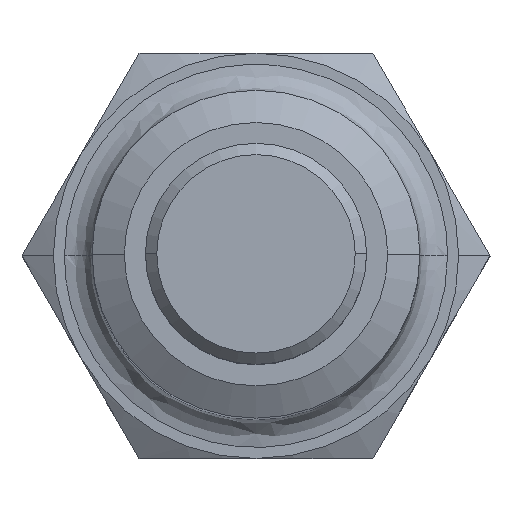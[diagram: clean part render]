
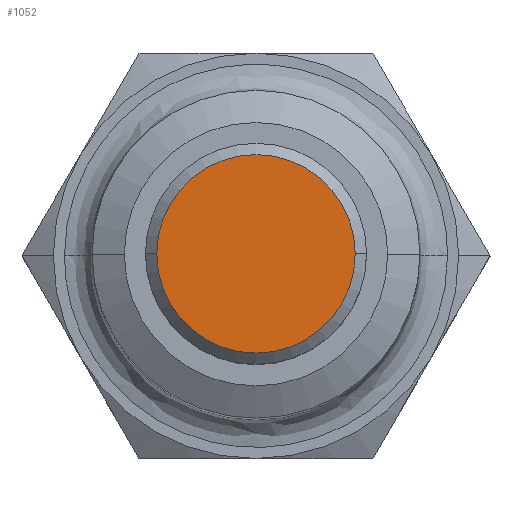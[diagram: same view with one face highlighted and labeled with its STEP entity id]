
A CAD part, top view. The second image highlights one B-rep face of the part: STEP entity #1052.
In plain terms, the highlighted planar face has unit normal (0, 0, 1).
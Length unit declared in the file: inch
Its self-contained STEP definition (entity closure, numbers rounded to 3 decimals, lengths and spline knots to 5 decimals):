
#89 = CARTESIAN_POINT ( 'NONE',  ( 0.10603, 0., 0. ) ) ;
#208 = CARTESIAN_POINT ( 'NONE',  ( -0.21207, 0., 0. ) ) ;
#282 = CARTESIAN_POINT ( 'NONE',  ( 0., 0., 0. ) ) ;
#394 = DIRECTION ( 'NONE',  ( -1., 0., 0. ) ) ;
#415 = EDGE_CURVE ( 'NONE', #1062, #1245, #520, .T. ) ;
#520 = CIRCLE ( 'NONE', #1506, 0.21207 ) ;
#574 = DIRECTION ( 'NONE',  ( -1., 0., 0. ) ) ;
#657 = DIRECTION ( 'NONE',  ( 0., 0., 1. ) ) ;
#672 = DIRECTION ( 'NONE',  ( 0., 0., -1. ) ) ;
#786 = CIRCLE ( 'NONE', #1737, 0.21207 ) ;
#865 = DIRECTION ( 'NONE',  ( 0., 0., -1. ) ) ;
#937 = PLANE ( 'NONE',  #1187 ) ;
#1052 = ADVANCED_FACE ( 'NONE', ( #1467 ), #937, .T. ) ;
#1053 = ORIENTED_EDGE ( 'NONE', *, *, #415, .F. ) ;
#1062 = VERTEX_POINT ( 'NONE', #1406 ) ;
#1150 = CARTESIAN_POINT ( 'NONE',  ( 0., 0., 0. ) ) ;
#1187 = AXIS2_PLACEMENT_3D ( 'NONE', #89, #657, #1631 ) ;
#1240 = EDGE_CURVE ( 'NONE', #1245, #1062, #786, .T. ) ;
#1245 = VERTEX_POINT ( 'NONE', #208 ) ;
#1406 = CARTESIAN_POINT ( 'NONE',  ( 0.21207, 0., 0. ) ) ;
#1467 = FACE_OUTER_BOUND ( 'NONE', #1583, .T. ) ;
#1506 = AXIS2_PLACEMENT_3D ( 'NONE', #282, #672, #394 ) ;
#1583 = EDGE_LOOP ( 'NONE', ( #1053, #1790 ) ) ;
#1631 = DIRECTION ( 'NONE',  ( 1., 0., 0. ) ) ;
#1737 = AXIS2_PLACEMENT_3D ( 'NONE', #1150, #865, #574 ) ;
#1790 = ORIENTED_EDGE ( 'NONE', *, *, #1240, .F. ) ;
